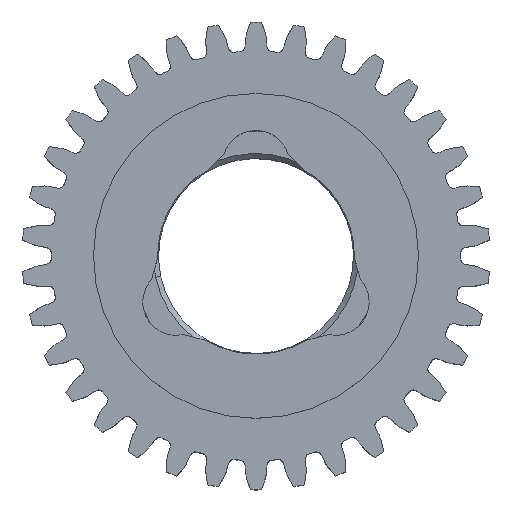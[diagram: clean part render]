
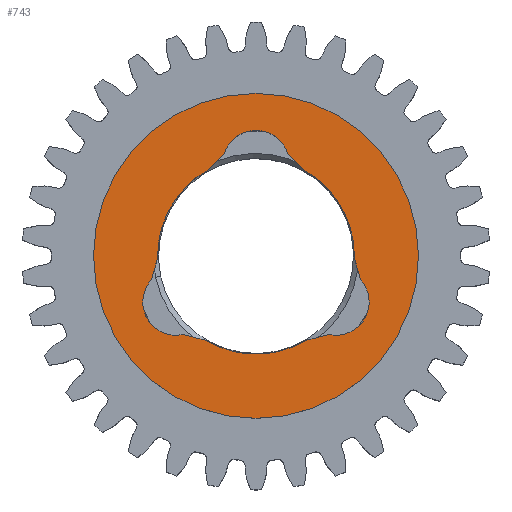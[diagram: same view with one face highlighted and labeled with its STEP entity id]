
A CAD part, top view. The second image highlights one B-rep face of the part: STEP entity #743.
In plain terms, the highlighted planar face has unit normal (0, 0, 1).
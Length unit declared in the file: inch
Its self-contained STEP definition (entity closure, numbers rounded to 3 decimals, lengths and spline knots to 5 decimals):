
#186 = CARTESIAN_POINT ( 'NONE',  ( -0.19536, -0.32418, 0.25 ) ) ;
#305 = DIRECTION ( 'NONE',  ( 0., 0., -1. ) ) ;
#429 = VERTEX_POINT ( 'NONE', #8935 ) ;
#520 = ORIENTED_EDGE ( 'NONE', *, *, #6964, .F. ) ;
#743 = ADVANCED_FACE ( 'NONE', ( #10789, #2203 ), #8628, .T. ) ;
#748 = CARTESIAN_POINT ( 'NONE',  ( -0.37843, -0.0071, 0.25 ) ) ;
#755 = ORIENTED_EDGE ( 'NONE', *, *, #6754, .T. ) ;
#854 = LINE ( 'NONE', #14423, #7320 ) ;
#993 = VERTEX_POINT ( 'NONE', #8394 ) ;
#1071 = DIRECTION ( 'NONE',  ( 0.269, 0.963, 0. ) ) ;
#1092 = CARTESIAN_POINT ( 'NONE',  ( -0.625, 0., 0.25 ) ) ;
#1370 = VERTEX_POINT ( 'NONE', #8086 ) ;
#1389 = VECTOR ( 'NONE', #1071, 39.37008 ) ;
#1417 = LINE ( 'NONE', #1645, #13867 ) ;
#1503 = DIRECTION ( 'NONE',  ( -0.969, -0.248, 0. ) ) ;
#1645 = CARTESIAN_POINT ( 'NONE',  ( 0.12201, 0.3937, 0.25 ) ) ;
#1662 = DIRECTION ( 'NONE',  ( 0.699, -0.715, 0. ) ) ;
#2159 = CARTESIAN_POINT ( 'NONE',  ( 0.43544, -0.1775, 0.25 ) ) ;
#2203 = FACE_BOUND ( 'NONE', #3353, .T. ) ;
#2360 = CIRCLE ( 'NONE', #13645, 0.128 ) ;
#2402 = VECTOR ( 'NONE', #9335, 39.37008 ) ;
#2420 = ORIENTED_EDGE ( 'NONE', *, *, #15479, .T. ) ;
#2761 = VERTEX_POINT ( 'NONE', #12235 ) ;
#3126 = CARTESIAN_POINT ( 'NONE',  ( -0.12201, 0.3937, 0.25 ) ) ;
#3200 = CARTESIAN_POINT ( 'NONE',  ( -0.40196, -0.09119, 0.25 ) ) ;
#3353 = EDGE_LOOP ( 'NONE', ( #4582, #10262, #4043, #7062, #12392, #9175, #8725, #3518, #9737, #755, #11365, #10383, #11444, #2420 ) ) ;
#3495 = EDGE_CURVE ( 'NONE', #8246, #6836, #9034, .T. ) ;
#3518 = ORIENTED_EDGE ( 'NONE', *, *, #9115, .T. ) ;
#3829 = ORIENTED_EDGE ( 'NONE', *, *, #3495, .F. ) ;
#3891 = AXIS2_PLACEMENT_3D ( 'NONE', #6027, #5974, #5956 ) ;
#4043 = ORIENTED_EDGE ( 'NONE', *, *, #14497, .T. ) ;
#4582 = ORIENTED_EDGE ( 'NONE', *, *, #10625, .T. ) ;
#4630 = CARTESIAN_POINT ( 'NONE',  ( 0.27995, -0.30251, 0.25 ) ) ;
#4679 = CARTESIAN_POINT ( 'NONE',  ( -0.27995, -0.30251, 0.25 ) ) ;
#4782 = CARTESIAN_POINT ( 'NONE',  ( -0.18307, 0.33128, 0.25 ) ) ;
#4785 = DIRECTION ( 'NONE',  ( 0.699, 0.715, 0. ) ) ;
#4788 = EDGE_CURVE ( 'NONE', #7724, #11237, #15441, .T. ) ;
#4942 = VERTEX_POINT ( 'NONE', #4679 ) ;
#5092 = VERTEX_POINT ( 'NONE', #4630 ) ;
#5129 = DIRECTION ( 'NONE',  ( -1., 0., 0. ) ) ;
#5146 = DIRECTION ( 'NONE',  ( 0., 0., -1. ) ) ;
#5164 = CARTESIAN_POINT ( 'NONE',  ( 0., 0., 0.25 ) ) ;
#5489 = AXIS2_PLACEMENT_3D ( 'NONE', #7716, #7700, #7643 ) ;
#5702 = DIRECTION ( 'NONE',  ( 0., 0., -1. ) ) ;
#5893 = DIRECTION ( 'NONE',  ( 1., 0., 0. ) ) ;
#5908 = DIRECTION ( 'NONE',  ( 0., 0., -1. ) ) ;
#5916 = VERTEX_POINT ( 'NONE', #2159 ) ;
#5939 = CARTESIAN_POINT ( 'NONE',  ( -0.30744, -0.1775, 0.25 ) ) ;
#5948 = CIRCLE ( 'NONE', #3891, 0.128 ) ;
#5956 = DIRECTION ( 'NONE',  ( 1., 0., 0. ) ) ;
#5974 = DIRECTION ( 'NONE',  ( 0., 0., -1. ) ) ;
#6027 = CARTESIAN_POINT ( 'NONE',  ( 0.30744, -0.1775, 0.25 ) ) ;
#6486 = DIRECTION ( 'NONE',  ( 1., 0., 0. ) ) ;
#6504 = DIRECTION ( 'NONE',  ( 0., 0., -1. ) ) ;
#6539 = CARTESIAN_POINT ( 'NONE',  ( 0.30744, -0.1775, 0.25 ) ) ;
#6556 = EDGE_CURVE ( 'NONE', #5916, #5092, #5948, .T. ) ;
#6754 = EDGE_CURVE ( 'NONE', #429, #13896, #9951, .T. ) ;
#6803 = DIRECTION ( 'NONE',  ( -1., 0., 0. ) ) ;
#6824 = DIRECTION ( 'NONE',  ( 0., 0., -1. ) ) ;
#6836 = VERTEX_POINT ( 'NONE', #1092 ) ;
#6856 = CARTESIAN_POINT ( 'NONE',  ( 0., 0., 0.25 ) ) ;
#6948 = DIRECTION ( 'NONE',  ( 0., 0., -1. ) ) ;
#6964 = EDGE_CURVE ( 'NONE', #6836, #8246, #14892, .T. ) ;
#7062 = ORIENTED_EDGE ( 'NONE', *, *, #7977, .T. ) ;
#7320 = VECTOR ( 'NONE', #1503, 39.37008 ) ;
#7583 = CARTESIAN_POINT ( 'NONE',  ( 0., 0., 0.25 ) ) ;
#7626 = VERTEX_POINT ( 'NONE', #186 ) ;
#7643 = DIRECTION ( 'NONE',  ( -1., 0., 0. ) ) ;
#7700 = DIRECTION ( 'NONE',  ( 0., 0., -1. ) ) ;
#7716 = CARTESIAN_POINT ( 'NONE',  ( 0., 0., 0.25 ) ) ;
#7724 = VERTEX_POINT ( 'NONE', #13825 ) ;
#7876 = CARTESIAN_POINT ( 'NONE',  ( 0.18307, 0.33128, 0.25 ) ) ;
#7881 = EDGE_CURVE ( 'NONE', #13896, #12155, #14017, .T. ) ;
#7977 = EDGE_CURVE ( 'NONE', #1370, #5916, #2360, .T. ) ;
#8033 = CARTESIAN_POINT ( 'NONE',  ( -0.3785, 0., 0.25 ) ) ;
#8086 = CARTESIAN_POINT ( 'NONE',  ( 0.40196, -0.09119, 0.25 ) ) ;
#8092 = AXIS2_PLACEMENT_3D ( 'NONE', #12960, #5702, #14076 ) ;
#8113 = LINE ( 'NONE', #8122, #2402 ) ;
#8122 = CARTESIAN_POINT ( 'NONE',  ( 0.37843, -0.0071, 0.25 ) ) ;
#8195 = AXIS2_PLACEMENT_3D ( 'NONE', #8638, #8609, #8604 ) ;
#8246 = VERTEX_POINT ( 'NONE', #13582 ) ;
#8394 = CARTESIAN_POINT ( 'NONE',  ( 0.12201, 0.3937, 0.25 ) ) ;
#8604 = DIRECTION ( 'NONE',  ( 1., 0., 0. ) ) ;
#8609 = DIRECTION ( 'NONE',  ( 0., 0., 1. ) ) ;
#8628 = PLANE ( 'NONE',  #8195 ) ;
#8638 = CARTESIAN_POINT ( 'NONE',  ( 0., 0., 0.25 ) ) ;
#8680 = EDGE_CURVE ( 'NONE', #4942, #429, #9962, .T. ) ;
#8725 = ORIENTED_EDGE ( 'NONE', *, *, #10842, .T. ) ;
#8805 = DIRECTION ( 'NONE',  ( -1., 0., 0. ) ) ;
#8935 = CARTESIAN_POINT ( 'NONE',  ( -0.40196, -0.09119, 0.25 ) ) ;
#9034 = CIRCLE ( 'NONE', #10991, 0.625 ) ;
#9115 = EDGE_CURVE ( 'NONE', #7626, #4942, #13851, .T. ) ;
#9175 = ORIENTED_EDGE ( 'NONE', *, *, #11567, .T. ) ;
#9335 = DIRECTION ( 'NONE',  ( 0.269, -0.963, 0. ) ) ;
#9737 = ORIENTED_EDGE ( 'NONE', *, *, #8680, .T. ) ;
#9951 = LINE ( 'NONE', #3200, #1389 ) ;
#9962 = CIRCLE ( 'NONE', #11730, 0.128 ) ;
#10262 = ORIENTED_EDGE ( 'NONE', *, *, #13676, .T. ) ;
#10383 = ORIENTED_EDGE ( 'NONE', *, *, #13973, .T. ) ;
#10625 = EDGE_CURVE ( 'NONE', #993, #10806, #1417, .T. ) ;
#10789 = FACE_OUTER_BOUND ( 'NONE', #13028, .T. ) ;
#10806 = VERTEX_POINT ( 'NONE', #7876 ) ;
#10842 = EDGE_CURVE ( 'NONE', #2761, #7626, #11904, .T. ) ;
#10991 = AXIS2_PLACEMENT_3D ( 'NONE', #5164, #5146, #5129 ) ;
#11024 = CARTESIAN_POINT ( 'NONE',  ( 0.37843, -0.0071, 0.25 ) ) ;
#11237 = VERTEX_POINT ( 'NONE', #3126 ) ;
#11254 = AXIS2_PLACEMENT_3D ( 'NONE', #14097, #6948, #15236 ) ;
#11365 = ORIENTED_EDGE ( 'NONE', *, *, #7881, .T. ) ;
#11444 = ORIENTED_EDGE ( 'NONE', *, *, #4788, .T. ) ;
#11567 = EDGE_CURVE ( 'NONE', #5092, #2761, #854, .T. ) ;
#11730 = AXIS2_PLACEMENT_3D ( 'NONE', #5939, #5908, #5893 ) ;
#11814 = VERTEX_POINT ( 'NONE', #11024 ) ;
#11893 = VECTOR ( 'NONE', #14380, 39.37008 ) ;
#11904 = CIRCLE ( 'NONE', #5489, 0.3785 ) ;
#11933 = CIRCLE ( 'NONE', #11254, 0.128 ) ;
#12155 = VERTEX_POINT ( 'NONE', #8033 ) ;
#12235 = CARTESIAN_POINT ( 'NONE',  ( 0.19536, -0.32418, 0.25 ) ) ;
#12392 = ORIENTED_EDGE ( 'NONE', *, *, #6556, .T. ) ;
#12422 = VECTOR ( 'NONE', #4785, 39.37008 ) ;
#12627 = CIRCLE ( 'NONE', #8092, 0.3785 ) ;
#12960 = CARTESIAN_POINT ( 'NONE',  ( 0., 0., 0.25 ) ) ;
#13028 = EDGE_LOOP ( 'NONE', ( #520, #3829 ) ) ;
#13582 = CARTESIAN_POINT ( 'NONE',  ( 0.625, 0., 0.25 ) ) ;
#13645 = AXIS2_PLACEMENT_3D ( 'NONE', #6539, #6504, #6486 ) ;
#13648 = DIRECTION ( 'NONE',  ( -1., 0., 0. ) ) ;
#13666 = DIRECTION ( 'NONE',  ( 0., 0., -1. ) ) ;
#13676 = EDGE_CURVE ( 'NONE', #10806, #11814, #12627, .T. ) ;
#13681 = CARTESIAN_POINT ( 'NONE',  ( 0., 0., 0.25 ) ) ;
#13825 = CARTESIAN_POINT ( 'NONE',  ( -0.18307, 0.33128, 0.25 ) ) ;
#13835 = AXIS2_PLACEMENT_3D ( 'NONE', #6856, #6824, #6803 ) ;
#13851 = LINE ( 'NONE', #14408, #11893 ) ;
#13867 = VECTOR ( 'NONE', #1662, 39.37008 ) ;
#13896 = VERTEX_POINT ( 'NONE', #748 ) ;
#13973 = EDGE_CURVE ( 'NONE', #12155, #7724, #15296, .T. ) ;
#14017 = CIRCLE ( 'NONE', #13835, 0.3785 ) ;
#14076 = DIRECTION ( 'NONE',  ( -1., 0., 0. ) ) ;
#14097 = CARTESIAN_POINT ( 'NONE',  ( 0., 0.355, 0.25 ) ) ;
#14380 = DIRECTION ( 'NONE',  ( -0.969, 0.248, 0. ) ) ;
#14408 = CARTESIAN_POINT ( 'NONE',  ( -0.19536, -0.32418, 0.25 ) ) ;
#14423 = CARTESIAN_POINT ( 'NONE',  ( 0.27995, -0.30251, 0.25 ) ) ;
#14497 = EDGE_CURVE ( 'NONE', #11814, #1370, #8113, .T. ) ;
#14811 = AXIS2_PLACEMENT_3D ( 'NONE', #7583, #305, #8805 ) ;
#14866 = AXIS2_PLACEMENT_3D ( 'NONE', #13681, #13666, #13648 ) ;
#14892 = CIRCLE ( 'NONE', #14866, 0.625 ) ;
#15236 = DIRECTION ( 'NONE',  ( 1., 0., 0. ) ) ;
#15296 = CIRCLE ( 'NONE', #14811, 0.3785 ) ;
#15441 = LINE ( 'NONE', #4782, #12422 ) ;
#15479 = EDGE_CURVE ( 'NONE', #11237, #993, #11933, .T. ) ;
